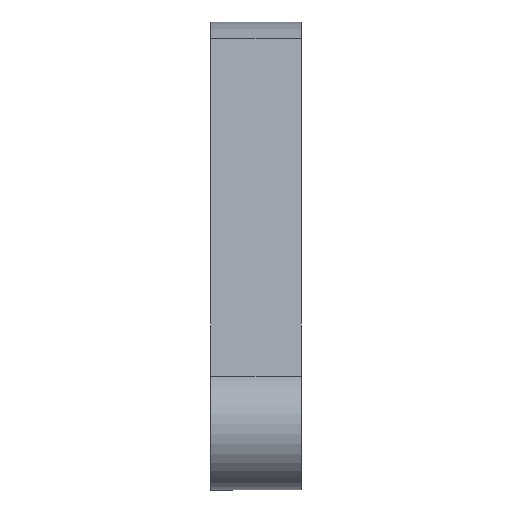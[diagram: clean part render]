
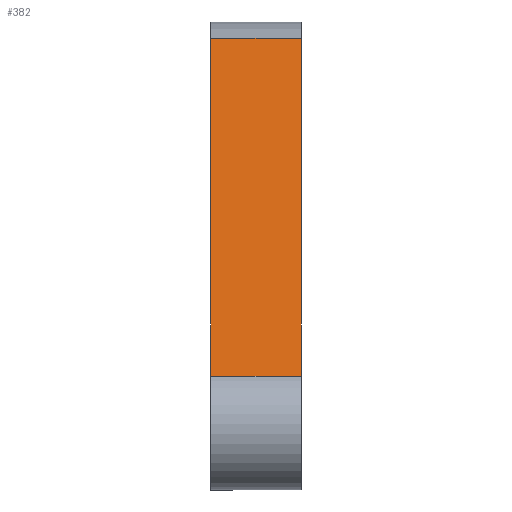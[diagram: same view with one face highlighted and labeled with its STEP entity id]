
A CAD part, front view. The second image highlights one B-rep face of the part: STEP entity #382.
In plain terms, the highlighted planar face has unit normal (0, -0.452, 0.892).
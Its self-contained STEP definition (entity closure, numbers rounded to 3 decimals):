
#34=DIRECTION('',(0.,-0.892,-0.452));
#35=VECTOR('',#34,24.819);
#36=CARTESIAN_POINT('',(-6.,-2.262,4.459));
#37=LINE('',#36,#35);
#103=DIRECTION('',(1.,0.,0.));
#104=VECTOR('',#103,3.);
#105=CARTESIAN_POINT('',(-6.,-2.262,4.459));
#106=LINE('',#105,#104);
#116=DIRECTION('',(0.,-0.892,-0.452));
#117=VECTOR('',#116,24.819);
#118=CARTESIAN_POINT('',(-3.,-2.262,4.459));
#119=LINE('',#118,#117);
#134=DIRECTION('',(1.,0.,0.));
#135=VECTOR('',#134,3.);
#136=CARTESIAN_POINT('',(-6.,-24.397,-6.767));
#137=LINE('',#136,#135);
#182=CARTESIAN_POINT('',(-6.,-24.397,-6.767));
#184=VERTEX_POINT('',#182);
#190=CARTESIAN_POINT('',(-6.,-2.262,4.459));
#192=VERTEX_POINT('',#190);
#202=CARTESIAN_POINT('',(-3.,-2.262,4.459));
#204=VERTEX_POINT('',#202);
#211=CARTESIAN_POINT('',(-3.,-24.397,-6.767));
#213=VERTEX_POINT('',#211);
#370=CARTESIAN_POINT('',(6.,-2.262,4.459));
#371=DIRECTION('',(0.,-0.452,0.892));
#372=DIRECTION('',(0.,-0.892,-0.452));
#373=AXIS2_PLACEMENT_3D('',#370,#371,#372);
#374=PLANE('',#373);
#375=ORIENTED_EDGE('',*,*,#253,.T.);
#377=ORIENTED_EDGE('',*,*,#376,.F.);
#378=ORIENTED_EDGE('',*,*,#301,.F.);
#379=ORIENTED_EDGE('',*,*,#362,.T.);
#380=EDGE_LOOP('',(#375,#377,#378,#379));
#381=FACE_OUTER_BOUND('',#380,.F.);
#382=ADVANCED_FACE('',(#381),#374,.T.);
#253=EDGE_CURVE('',#204,#213,#119,.T.);
#301=EDGE_CURVE('',#192,#184,#37,.T.);
#362=EDGE_CURVE('',#192,#204,#106,.T.);
#376=EDGE_CURVE('',#184,#213,#137,.T.);
